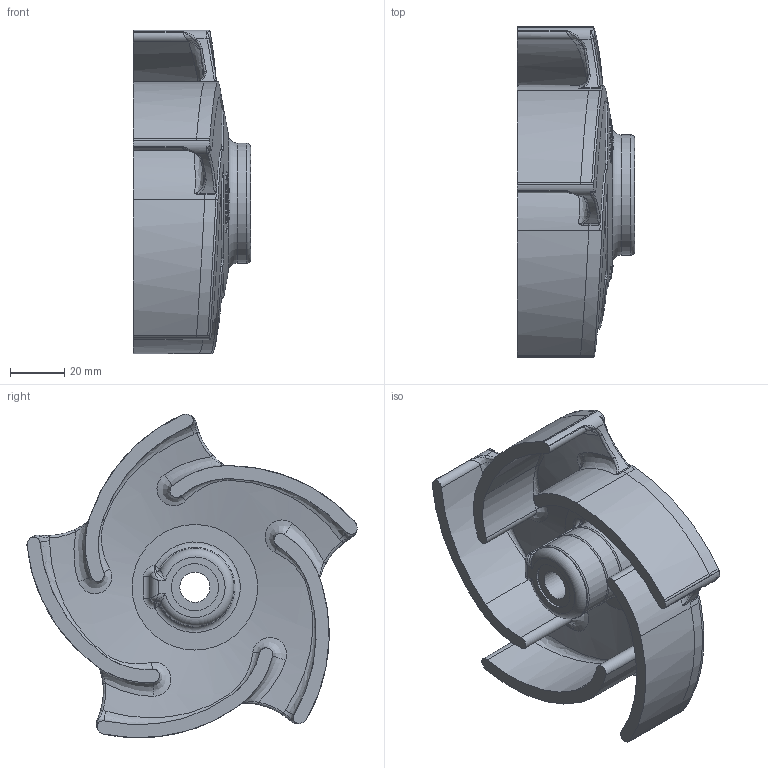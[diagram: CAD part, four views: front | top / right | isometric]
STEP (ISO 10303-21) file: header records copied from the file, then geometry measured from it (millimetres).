
FILE_DESCRIPTION(/* description */ ('3" 5-VANE POLY PUMP IMPELLER'),/* implementation_level */ '2;1');
FILE_NAME(/* name */ '13772A.stp',/* time_stamp */ '2018-08-14T10:56:29-04:00',/* author */ ('MJC'),/* organization */ (''),/* preprocessor_version */ 'ST-DEVELOPER v17',/* originating_system */ 'Autodesk Inventor 2018',/* authorisation */ '');
FILE_SCHEMA (('AUTOMOTIVE_DESIGN { 1 0 10303 214 3 1 1 }'));
Length unit declared in the file: inch
Products named in the file (1): 13772A
Bounding box: 43.28 x 121.89 x 119.51 mm (x, y, z)
Volume: 107665.8 mm3; surface area: 47536.7 mm2
Topology: 1 solids, 1 shells, 528 faces, 1444 edges, 919 vertices
Faces by surface type: bspline 207, plane 155, cylinder 117, cone 28, sphere 12, torus 9
Full cylindrical faces by diameter (mm): 11.112 x1, 17.399 x1, 34.925 x1, 44.45 x1
Entity records: 23137 total; most frequent: CARTESIAN_POINT 11968, ORIENTED_EDGE 2842, DIRECTION 1556, EDGE_CURVE 1421, VERTEX_POINT 919, EDGE_LOOP 554, AXIS2_PLACEMENT_3D 542, FACE_OUTER_BOUND 528
